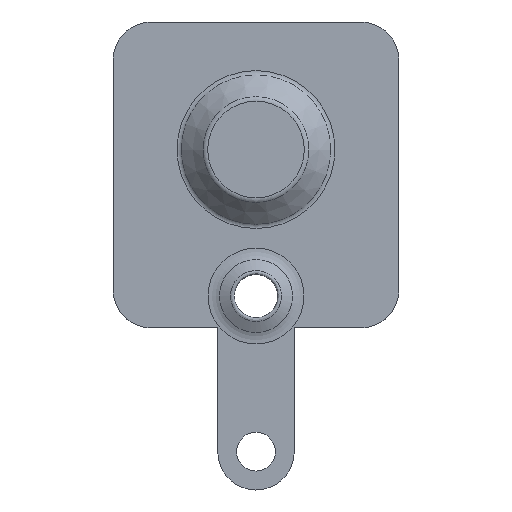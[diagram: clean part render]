
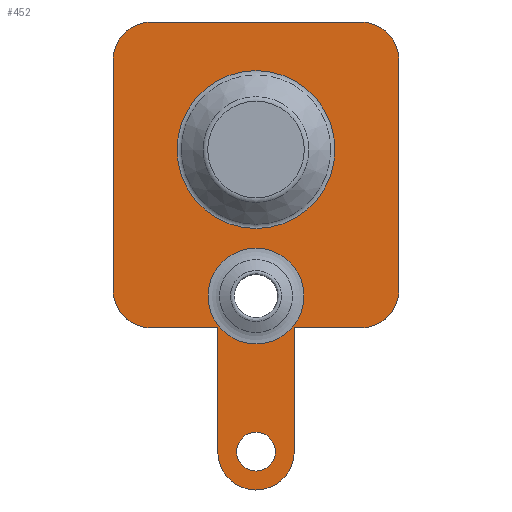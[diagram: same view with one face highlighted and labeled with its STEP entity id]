
A CAD part, top view. The second image highlights one B-rep face of the part: STEP entity #452.
In plain terms, the highlighted planar face has unit normal (0, 0, 1).
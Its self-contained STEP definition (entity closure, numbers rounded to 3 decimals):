
#27=FACE_BOUND('',#142,.T.);
#28=FACE_BOUND('',#143,.T.);
#29=FACE_BOUND('',#144,.T.);
#33=PLANE('',#498);
#45=LINE('',#732,#76);
#46=LINE('',#734,#77);
#47=LINE('',#738,#78);
#48=LINE('',#740,#79);
#49=LINE('',#744,#80);
#50=LINE('',#748,#81);
#51=LINE('',#751,#82);
#76=VECTOR('',#572,10.);
#77=VECTOR('',#573,10.);
#78=VECTOR('',#576,10.);
#79=VECTOR('',#577,10.);
#80=VECTOR('',#580,10.);
#81=VECTOR('',#583,10.);
#82=VECTOR('',#586,10.);
#114=FACE_OUTER_BOUND('',#141,.T.);
#141=EDGE_LOOP('',(#323,#324,#325,#326,#327,#328,#329,#330,#331,#332,#333,
#334));
#142=EDGE_LOOP('',(#335));
#143=EDGE_LOOP('',(#336));
#144=EDGE_LOOP('',(#337));
#174=CIRCLE('',#495,1.879);
#176=CIRCLE('',#499,1.5);
#177=CIRCLE('',#500,1.5);
#178=CIRCLE('',#501,1.5);
#179=CIRCLE('',#502,1.5);
#180=CIRCLE('',#503,1.5);
#181=CIRCLE('',#504,3.095);
#182=CIRCLE('',#505,0.76);
#206=VERTEX_POINT('',#710);
#208=VERTEX_POINT('',#728);
#209=VERTEX_POINT('',#729);
#210=VERTEX_POINT('',#731);
#211=VERTEX_POINT('',#733);
#212=VERTEX_POINT('',#735);
#213=VERTEX_POINT('',#737);
#214=VERTEX_POINT('',#739);
#215=VERTEX_POINT('',#741);
#216=VERTEX_POINT('',#743);
#217=VERTEX_POINT('',#745);
#218=VERTEX_POINT('',#747);
#219=VERTEX_POINT('',#749);
#220=VERTEX_POINT('',#752);
#221=VERTEX_POINT('',#754);
#249=EDGE_CURVE('',#206,#206,#174,.T.);
#253=EDGE_CURVE('',#208,#209,#176,.T.);
#254=EDGE_CURVE('',#208,#210,#45,.T.);
#255=EDGE_CURVE('',#210,#211,#46,.T.);
#256=EDGE_CURVE('',#212,#211,#177,.T.);
#257=EDGE_CURVE('',#212,#213,#47,.T.);
#258=EDGE_CURVE('',#213,#214,#48,.T.);
#259=EDGE_CURVE('',#215,#214,#178,.T.);
#260=EDGE_CURVE('',#215,#216,#49,.T.);
#261=EDGE_CURVE('',#217,#216,#179,.T.);
#262=EDGE_CURVE('',#217,#218,#50,.T.);
#263=EDGE_CURVE('',#219,#218,#180,.T.);
#264=EDGE_CURVE('',#219,#209,#51,.T.);
#265=EDGE_CURVE('',#220,#220,#181,.T.);
#266=EDGE_CURVE('',#221,#221,#182,.T.);
#323=ORIENTED_EDGE('',*,*,#253,.F.);
#324=ORIENTED_EDGE('',*,*,#254,.T.);
#325=ORIENTED_EDGE('',*,*,#255,.T.);
#326=ORIENTED_EDGE('',*,*,#256,.F.);
#327=ORIENTED_EDGE('',*,*,#257,.T.);
#328=ORIENTED_EDGE('',*,*,#258,.T.);
#329=ORIENTED_EDGE('',*,*,#259,.F.);
#330=ORIENTED_EDGE('',*,*,#260,.T.);
#331=ORIENTED_EDGE('',*,*,#261,.F.);
#332=ORIENTED_EDGE('',*,*,#262,.T.);
#333=ORIENTED_EDGE('',*,*,#263,.F.);
#334=ORIENTED_EDGE('',*,*,#264,.T.);
#335=ORIENTED_EDGE('',*,*,#265,.F.);
#336=ORIENTED_EDGE('',*,*,#266,.T.);
#337=ORIENTED_EDGE('',*,*,#249,.F.);
#452=ADVANCED_FACE('',(#114,#27,#28,#29),#33,.T.);
#495=AXIS2_PLACEMENT_3D('',#712,#561,#562);
#498=AXIS2_PLACEMENT_3D('',#727,#568,#569);
#499=AXIS2_PLACEMENT_3D('',#730,#570,#571);
#500=AXIS2_PLACEMENT_3D('',#736,#574,#575);
#501=AXIS2_PLACEMENT_3D('',#742,#578,#579);
#502=AXIS2_PLACEMENT_3D('',#746,#581,#582);
#503=AXIS2_PLACEMENT_3D('',#750,#584,#585);
#504=AXIS2_PLACEMENT_3D('',#753,#587,#588);
#505=AXIS2_PLACEMENT_3D('',#755,#589,#590);
#561=DIRECTION('center_axis',(0.,0.,1.));
#562=DIRECTION('ref_axis',(1.,0.,0.));
#568=DIRECTION('center_axis',(0.,0.,1.));
#569=DIRECTION('ref_axis',(1.,0.,0.));
#570=DIRECTION('center_axis',(0.,0.,-1.));
#571=DIRECTION('ref_axis',(-0.707,-0.707,0.));
#572=DIRECTION('',(1.,0.,0.));
#573=DIRECTION('',(0.,-1.,0.));
#574=DIRECTION('center_axis',(0.,0.,-1.));
#575=DIRECTION('ref_axis',(-0.707,-0.707,0.));
#576=DIRECTION('',(0.,1.,0.));
#577=DIRECTION('',(1.,0.,0.));
#578=DIRECTION('center_axis',(0.,0.,-1.));
#579=DIRECTION('ref_axis',(0.707,-0.707,0.));
#580=DIRECTION('',(0.,1.,0.));
#581=DIRECTION('center_axis',(0.,0.,-1.));
#582=DIRECTION('ref_axis',(0.707,0.707,0.));
#583=DIRECTION('',(-1.,0.,0.));
#584=DIRECTION('center_axis',(0.,0.,-1.));
#585=DIRECTION('ref_axis',(-0.707,0.707,0.));
#586=DIRECTION('',(0.,-1.,0.));
#587=DIRECTION('center_axis',(0.,0.,1.));
#588=DIRECTION('ref_axis',(-1.,0.,0.));
#589=DIRECTION('center_axis',(0.,0.,-1.));
#590=DIRECTION('ref_axis',(1.,0.,0.));
#710=CARTESIAN_POINT('',(1.879,-4.745,0.5));
#712=CARTESIAN_POINT('Origin',(0.,-4.745,0.5));
#727=CARTESIAN_POINT('Origin',(0.,-3.175,0.5));
#728=CARTESIAN_POINT('',(-4.1,-5.995,0.5));
#729=CARTESIAN_POINT('',(-5.6,-4.495,0.5));
#730=CARTESIAN_POINT('Origin',(-4.1,-4.495,0.5));
#731=CARTESIAN_POINT('',(-1.5,-5.995,0.5));
#732=CARTESIAN_POINT('',(5.6,-5.995,0.5));
#733=CARTESIAN_POINT('',(-1.5,-10.845,0.5));
#734=CARTESIAN_POINT('',(-1.5,-12.345,0.5));
#735=CARTESIAN_POINT('',(1.5,-10.845,0.5));
#736=CARTESIAN_POINT('Origin',(0.,-10.845,0.5));
#737=CARTESIAN_POINT('',(1.5,-5.995,0.5));
#738=CARTESIAN_POINT('',(1.5,-5.995,0.5));
#739=CARTESIAN_POINT('',(4.1,-5.995,0.5));
#740=CARTESIAN_POINT('',(5.6,-5.995,0.5));
#741=CARTESIAN_POINT('',(5.6,-4.495,0.5));
#742=CARTESIAN_POINT('Origin',(4.1,-4.495,0.5));
#743=CARTESIAN_POINT('',(5.6,4.495,0.5));
#744=CARTESIAN_POINT('',(5.6,5.995,0.5));
#745=CARTESIAN_POINT('',(4.1,5.995,0.5));
#746=CARTESIAN_POINT('Origin',(4.1,4.495,0.5));
#747=CARTESIAN_POINT('',(-4.1,5.995,0.5));
#748=CARTESIAN_POINT('',(-5.6,5.995,0.5));
#749=CARTESIAN_POINT('',(-5.6,4.495,0.5));
#750=CARTESIAN_POINT('Origin',(-4.1,4.495,0.5));
#751=CARTESIAN_POINT('',(-5.6,-5.995,0.5));
#752=CARTESIAN_POINT('',(3.095,0.995,0.5));
#753=CARTESIAN_POINT('Origin',(0.,0.995,0.5));
#754=CARTESIAN_POINT('',(-0.76,-10.845,0.5));
#755=CARTESIAN_POINT('Origin',(0.,-10.845,0.5));
